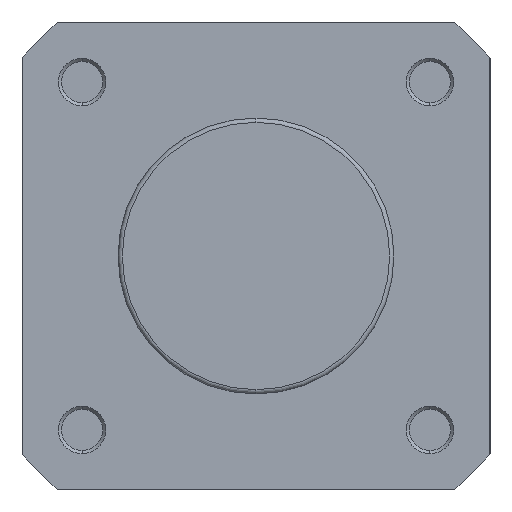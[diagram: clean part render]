
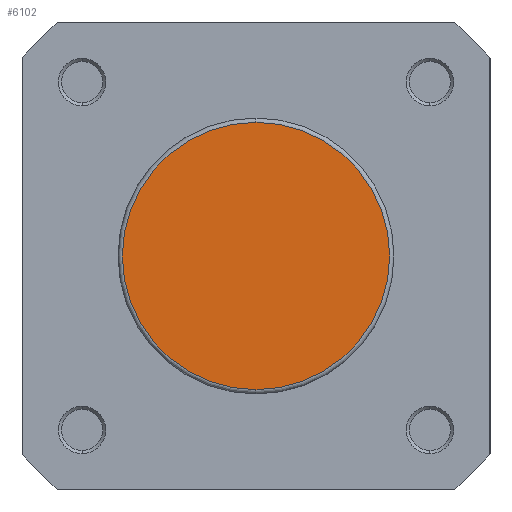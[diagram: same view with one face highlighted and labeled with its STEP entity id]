
A CAD part, left-side view. The second image highlights one B-rep face of the part: STEP entity #6102.
In plain terms, the highlighted planar face has unit normal (-1, 0, 0).
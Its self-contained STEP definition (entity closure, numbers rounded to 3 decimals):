
#574 = CARTESIAN_POINT ( 'NONE',  ( 0., 0., -21.7 ) ) ;
#680 = CARTESIAN_POINT ( 'NONE',  ( 0., 0., 21.7 ) ) ;
#830 = VERTEX_POINT ( 'NONE', #680 ) ;
#980 = VERTEX_POINT ( 'NONE', #574 ) ;
#1031 = ORIENTED_EDGE ( 'NONE', *, *, #5576, .T. ) ;
#1032 = ORIENTED_EDGE ( 'NONE', *, *, #5384, .T. ) ;
#2052 = CIRCLE ( 'NONE', #5658, 21.7 ) ;
#2472 = CARTESIAN_POINT ( 'NONE',  ( 0., 0., 0. ) ) ;
#2474 = DIRECTION ( 'NONE',  ( -1., 0., 0. ) ) ;
#2475 = DIRECTION ( 'NONE',  ( 0., 0., -1. ) ) ;
#3001 = CARTESIAN_POINT ( 'NONE',  ( 0., 0., 0. ) ) ;
#3009 = DIRECTION ( 'NONE',  ( -1., 0., 0. ) ) ;
#3010 = DIRECTION ( 'NONE',  ( 0., 0., -1. ) ) ;
#3110 = CARTESIAN_POINT ( 'NONE',  ( 0., 22.4, 0. ) ) ;
#3111 = PLANE ( 'NONE',  #5785 ) ;
#3113 = DIRECTION ( 'NONE',  ( 1., 0., 0. ) ) ;
#3114 = DIRECTION ( 'NONE',  ( 0., 0., -1. ) ) ;
#3479 = CIRCLE ( 'NONE', #5755, 21.7 ) ;
#3533 = FACE_OUTER_BOUND ( 'NONE', #4538, .T. ) ;
#4538 = EDGE_LOOP ( 'NONE', ( #1032, #1031 ) ) ;
#5384 = EDGE_CURVE ( 'NONE', #980, #830, #2052, .T. ) ;
#5576 = EDGE_CURVE ( 'NONE', #830, #980, #3479, .T. ) ;
#5658 = AXIS2_PLACEMENT_3D ( 'NONE', #2472, #2474, #2475 ) ;
#5755 = AXIS2_PLACEMENT_3D ( 'NONE', #3001, #3009, #3010 ) ;
#5785 = AXIS2_PLACEMENT_3D ( 'NONE', #3110, #3113, #3114 ) ;
#6102 = ADVANCED_FACE ( 'NONE', ( #3533 ), #3111, .F. ) ;
